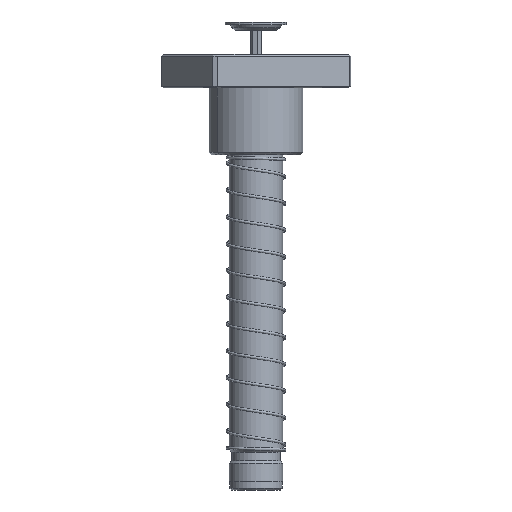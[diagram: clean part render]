
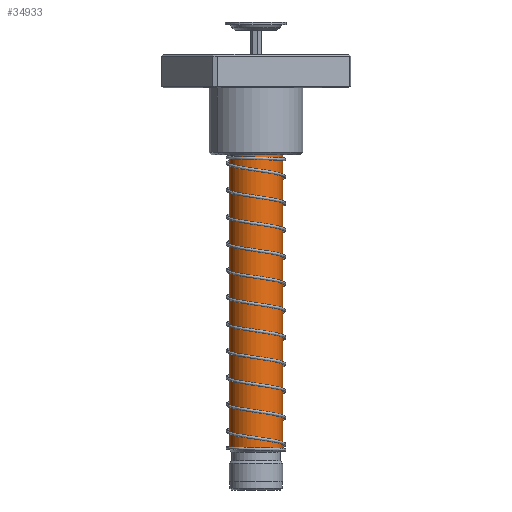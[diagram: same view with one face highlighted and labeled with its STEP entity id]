
A CAD part, front view. The second image highlights one B-rep face of the part: STEP entity #34933.
In plain terms, the highlighted cylindrical face has radius 16 mm (diameter 32 mm), a partial arc.
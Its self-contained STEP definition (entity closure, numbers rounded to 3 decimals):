
#539 = CIRCLE ( 'NONE', #24384, 16. ) ;
#3171 = EDGE_CURVE ( 'NONE', #45327, #48180, #539, .T. ) ;
#3720 = DIRECTION ( 'NONE',  ( 0., 0., -1. ) ) ;
#4468 = CARTESIAN_POINT ( 'NONE',  ( 0., 0., 24. ) ) ;
#4904 = CARTESIAN_POINT ( 'NONE',  ( 0., 0., 257.5 ) ) ;
#5350 = CARTESIAN_POINT ( 'NONE',  ( 16., 0., 257.5 ) ) ;
#5709 = ORIENTED_EDGE ( 'NONE', *, *, #41168, .T. ) ;
#6374 = AXIS2_PLACEMENT_3D ( 'NONE', #39443, #21952, #48994 ) ;
#6592 = CARTESIAN_POINT ( 'NONE',  ( 16., 0., 24. ) ) ;
#6608 = CARTESIAN_POINT ( 'NONE',  ( -16., 0., 257.5 ) ) ;
#8857 = EDGE_CURVE ( 'NONE', #34903, #45327, #56554, .T. ) ;
#9349 = VERTEX_POINT ( 'NONE', #6608 ) ;
#21952 = DIRECTION ( 'NONE',  ( 0., 0., -1. ) ) ;
#23625 = LINE ( 'NONE', #31257, #27066 ) ;
#24384 = AXIS2_PLACEMENT_3D ( 'NONE', #4468, #35283, #44055 ) ;
#27066 = VECTOR ( 'NONE', #31639, 1000. ) ;
#27572 = ORIENTED_EDGE ( 'NONE', *, *, #8857, .F. ) ;
#27904 = CIRCLE ( 'NONE', #45080, 16. ) ;
#28480 = FACE_OUTER_BOUND ( 'NONE', #55563, .T. ) ;
#31257 = CARTESIAN_POINT ( 'NONE',  ( -16., 0., 260. ) ) ;
#31639 = DIRECTION ( 'NONE',  ( 0., 0., -1. ) ) ;
#34141 = CARTESIAN_POINT ( 'NONE',  ( 16., 0., 260. ) ) ;
#34903 = VERTEX_POINT ( 'NONE', #5350 ) ;
#34933 = ADVANCED_FACE ( 'NONE', ( #28480 ), #55216, .T. ) ;
#35283 = DIRECTION ( 'NONE',  ( 0., 0., -1. ) ) ;
#35535 = DIRECTION ( 'NONE',  ( 0., 0., -1. ) ) ;
#35867 = ORIENTED_EDGE ( 'NONE', *, *, #51905, .T. ) ;
#39443 = CARTESIAN_POINT ( 'NONE',  ( 0., 0., 260. ) ) ;
#41168 = EDGE_CURVE ( 'NONE', #9349, #48180, #23625, .T. ) ;
#42163 = VECTOR ( 'NONE', #3720, 1000. ) ;
#44055 = DIRECTION ( 'NONE',  ( -1., 0., 0. ) ) ;
#44888 = DIRECTION ( 'NONE',  ( 1., 0., 0. ) ) ;
#45080 = AXIS2_PLACEMENT_3D ( 'NONE', #4904, #35535, #44888 ) ;
#45327 = VERTEX_POINT ( 'NONE', #6592 ) ;
#47837 = ORIENTED_EDGE ( 'NONE', *, *, #3171, .F. ) ;
#48180 = VERTEX_POINT ( 'NONE', #54404 ) ;
#48994 = DIRECTION ( 'NONE',  ( -1., 0., 0. ) ) ;
#51905 = EDGE_CURVE ( 'NONE', #34903, #9349, #27904, .T. ) ;
#54404 = CARTESIAN_POINT ( 'NONE',  ( -16., 0., 24. ) ) ;
#55216 = CYLINDRICAL_SURFACE ( 'NONE', #6374, 16. ) ;
#55563 = EDGE_LOOP ( 'NONE', ( #27572, #35867, #5709, #47837 ) ) ;
#56554 = LINE ( 'NONE', #34141, #42163 ) ;
